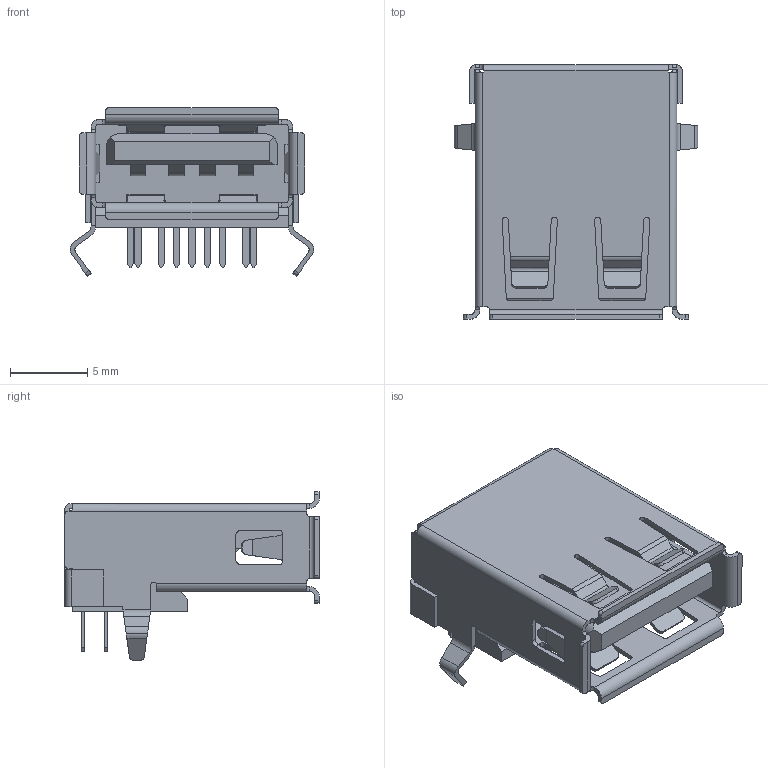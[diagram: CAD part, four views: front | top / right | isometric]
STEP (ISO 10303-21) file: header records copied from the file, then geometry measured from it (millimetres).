
FILE_DESCRIPTION (( 'STEP AP214' ), '1' );
FILE_NAME ('USB-TH_XUNPU_USB-301WD-ARY.step', '2022-07-15T09:51:16', ( '' ), ( '' ), 'SwSTEP 2.0', 'SolidWorks 2020', '' );
FILE_SCHEMA (( 'AUTOMOTIVE_DESIGN' ));
Length unit declared in the file: millimetre
Products named in the file (1): USB-TH_XUNPU_USB-301WD-ARY
Bounding box: 15.81 x 16.5 x 10.95 mm (x, y, z)
Volume: 926.8 mm3; surface area: 2157.1 mm2
Topology: 19 solids, 23 shells, 763 faces, 2068 edges, 1366 vertices
Faces by surface type: plane 499, cylinder 152, bspline 112
Entity records: 32992 total; most frequent: CARTESIAN_POINT 6654, ORIENTED_EDGE 4136, DIRECTION 3236, EDGE_CURVE 2068, VECTOR 1532, LINE 1532, VERTEX_POINT 1366, AXIS2_PLACEMENT_3D 852
